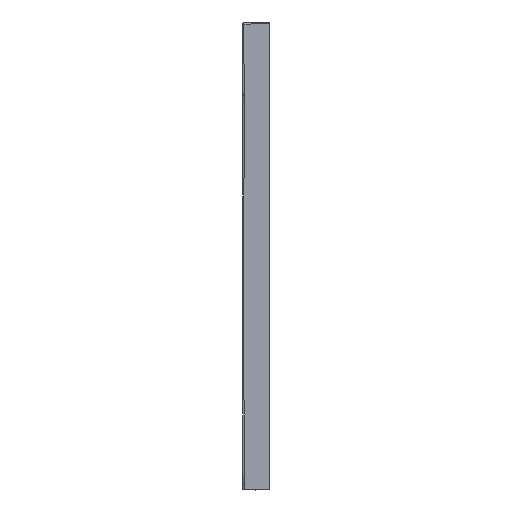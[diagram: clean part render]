
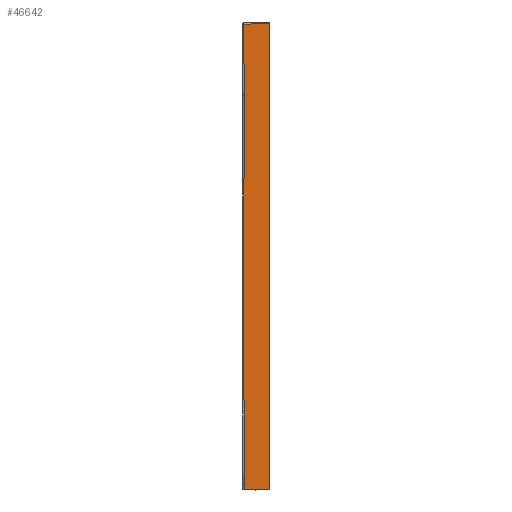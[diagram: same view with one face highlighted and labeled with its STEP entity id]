
A CAD part, left-side view. The second image highlights one B-rep face of the part: STEP entity #46642.
In plain terms, the highlighted planar face has unit normal (-0.999, 0.035, 0).
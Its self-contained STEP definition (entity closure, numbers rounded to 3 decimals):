
#14034=DIRECTION('',(0.035,0.999,0.));
#14035=VECTOR('',#14034,38.038);
#14036=CARTESIAN_POINT('',(-800.,-40.,-262.5));
#14037=LINE('',#14036,#14035);
#14038=CARTESIAN_POINT('',(-798.673,-1.986,-262.5));
#14039=CARTESIAN_POINT('',(-798.673,-1.986,
-259.167));
#14040=CARTESIAN_POINT('',(-798.673,-1.986,
-255.833));
#14041=CARTESIAN_POINT('',(-798.673,-1.986,
-252.5));
#14043=CARTESIAN_POINT('',(-798.673,-1.986,
-252.5));
#14044=CARTESIAN_POINT('',(-798.673,-1.986,
-221.008));
#14045=CARTESIAN_POINT('',(-798.672,-1.97,
-158.125));
#14046=CARTESIAN_POINT('',(-798.671,-1.933,
-61.458));
#14047=CARTESIAN_POINT('',(-798.67,-1.924,
3.716));
#14048=CARTESIAN_POINT('',(-798.671,-1.93,
37.5));
#14050=DIRECTION('',(0.,0.,1.));
#14051=VECTOR('',#14050,290.);
#14052=CARTESIAN_POINT('',(-798.671,-1.93,
37.5));
#14053=LINE('',#14052,#14051);
#14054=CARTESIAN_POINT('',(-798.673,-1.986,
327.5));
#14055=CARTESIAN_POINT('',(-798.673,-1.986,
339.369));
#14056=CARTESIAN_POINT('',(-798.672,-1.98,
362.976));
#14057=CARTESIAN_POINT('',(-798.672,-1.959,
398.533));
#14058=CARTESIAN_POINT('',(-798.671,-1.941,
422.222));
#14059=CARTESIAN_POINT('',(-798.671,-1.932,
434.172));
#14061=DIRECTION('',(-0.035,-0.999,0.035));
#14062=VECTOR('',#14061,38.115);
#14063=CARTESIAN_POINT('',(-798.671,-1.932,
434.172));
#14064=LINE('',#14063,#14062);
#14065=DIRECTION('',(0.,0.,-1.));
#14066=VECTOR('',#14065,698.001);
#14067=CARTESIAN_POINT('',(-800.,-40.,
435.501));
#14068=LINE('',#14067,#14066);
#14083=CARTESIAN_POINT('',(-798.673,-1.986,-262.5));
#14096=CARTESIAN_POINT('',(-798.673,-1.986,
-252.5));
#19812=VERTEX_POINT('',#14096);
#19813=CARTESIAN_POINT('',(-798.671,-1.93,
37.5));
#19814=VERTEX_POINT('',#19813);
#19841=CARTESIAN_POINT('',(-798.673,-1.986,
327.5));
#19842=VERTEX_POINT('',#19841);
#19843=VERTEX_POINT('',#14059);
#19844=CARTESIAN_POINT('',(-800.,-40.,
435.501));
#19845=VERTEX_POINT('',#19844);
#20108=CARTESIAN_POINT('',(-800.,-40.,-262.5));
#20110=VERTEX_POINT('',#20108);
#20128=VERTEX_POINT('',#14083);
#46624=CARTESIAN_POINT('',(-799.335,-20.964,37.5));
#46625=DIRECTION('',(0.999,-0.035,0.));
#46626=DIRECTION('',(0.035,0.999,0.));
#46627=AXIS2_PLACEMENT_3D('',#46624,#46625,#46626);
#46628=PLANE('',#46627);
#46629=ORIENTED_EDGE('',*,*,#20276,.T.);
#46631=ORIENTED_EDGE('',*,*,#46630,.T.);
#46633=ORIENTED_EDGE('',*,*,#46632,.T.);
#46635=ORIENTED_EDGE('',*,*,#46634,.T.);
#46637=ORIENTED_EDGE('',*,*,#46636,.T.);
#46638=ORIENTED_EDGE('',*,*,#46617,.T.);
#46639=ORIENTED_EDGE('',*,*,#20401,.T.);
#46640=EDGE_LOOP('',(#46629,#46631,#46633,#46635,#46637,#46638,#46639));
#46641=FACE_OUTER_BOUND('',#46640,.F.);
#14042=B_SPLINE_CURVE_WITH_KNOTS('',3,(#14038,#14039,#14040,#14041),
.UNSPECIFIED.,.F.,.F.,(4,4),(0.,1.),.UNSPECIFIED.);
#14049=B_SPLINE_CURVE_WITH_KNOTS('',3,(#14043,#14044,#14045,#14046,#14047,
#14048),.UNSPECIFIED.,.F.,.F.,(4,1,1,4),(0.,0.326,
0.651,1.),.UNSPECIFIED.);
#14060=B_SPLINE_CURVE_WITH_KNOTS('',3,(#14054,#14055,#14056,#14057,#14058,
#14059),.UNSPECIFIED.,.F.,.F.,(4,1,1,4),(0.,0.334,
0.664,1.),.UNSPECIFIED.);
#20276=EDGE_CURVE('',#20110,#20128,#14037,.T.);
#20401=EDGE_CURVE('',#19845,#20110,#14068,.T.);
#46617=EDGE_CURVE('',#19843,#19845,#14064,.T.);
#46630=EDGE_CURVE('',#20128,#19812,#14042,.T.);
#46632=EDGE_CURVE('',#19812,#19814,#14049,.T.);
#46634=EDGE_CURVE('',#19814,#19842,#14053,.T.);
#46636=EDGE_CURVE('',#19842,#19843,#14060,.T.);
#46642=ADVANCED_FACE('',(#46641),#46628,.F.);
